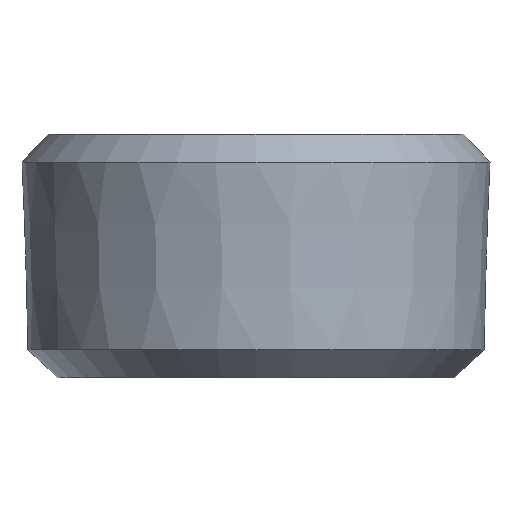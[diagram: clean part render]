
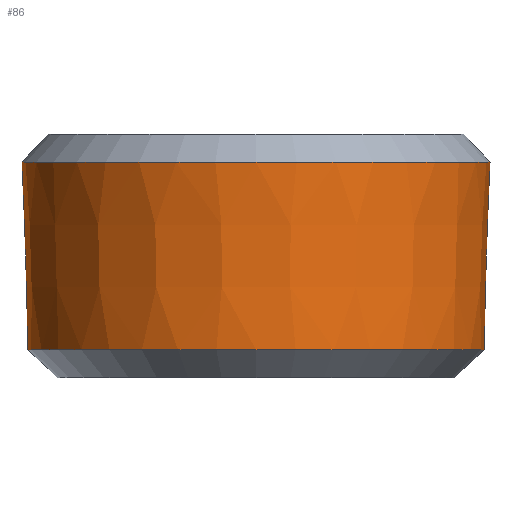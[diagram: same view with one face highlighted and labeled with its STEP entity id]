
A CAD part, left-side view. The second image highlights one B-rep face of the part: STEP entity #86.
In plain terms, the highlighted conical face has half-angle 1.788 degrees and reference radius 16.838 mm.
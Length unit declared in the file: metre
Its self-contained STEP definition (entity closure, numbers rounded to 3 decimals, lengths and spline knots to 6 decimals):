
#86 = ADVANCED_FACE( 'NONE', ( #177, #178 ), #179, .T. );
#177 = FACE_OUTER_BOUND( '', #269, .T. );
#178 = FACE_BOUND( '', #270, .T. );
#179 = CONICAL_SURFACE( '', #271, 0.016838, 0.031 );
#269 = EDGE_LOOP( '', ( #425 ) );
#270 = EDGE_LOOP( '', ( #426 ) );
#271 = AXIS2_PLACEMENT_3D( '', #427, #428, #429 );
#425 = ORIENTED_EDGE( '', *, *, #540, .T. );
#426 = ORIENTED_EDGE( '', *, *, #571, .T. );
#427 = CARTESIAN_POINT( '', ( 0., 0., -0.001999 ) );
#428 = DIRECTION( '', ( 0., 0., 1. ) );
#429 = DIRECTION( '', ( 1., 0., 0. ) );
#540 = EDGE_CURVE( 'NONE', #641, #641, #642, .T. );
#571 = EDGE_CURVE( 'NONE', #689, #689, #690, .T. );
#641 = VERTEX_POINT( '', #790 );
#642 = CIRCLE( '', #791, 0.016838 );
#689 = VERTEX_POINT( '', #863 );
#690 = CIRCLE( '', #864, 0.016416 );
#790 = CARTESIAN_POINT( '', ( 0.016838, 0., -0.001999 ) );
#791 = AXIS2_PLACEMENT_3D( '', #957, #958, #959 );
#863 = CARTESIAN_POINT( '', ( 0.016416, 0., -0.015501 ) );
#864 = AXIS2_PLACEMENT_3D( '', #988, #989, #990 );
#957 = CARTESIAN_POINT( '', ( 0., 0., -0.001999 ) );
#958 = DIRECTION( '', ( 0., 0., -1. ) );
#959 = DIRECTION( '', ( 1., 0., 0. ) );
#988 = CARTESIAN_POINT( '', ( 0., 0., -0.015501 ) );
#989 = DIRECTION( '', ( 0., 0., 1. ) );
#990 = DIRECTION( '', ( 1., 0., 0. ) );
